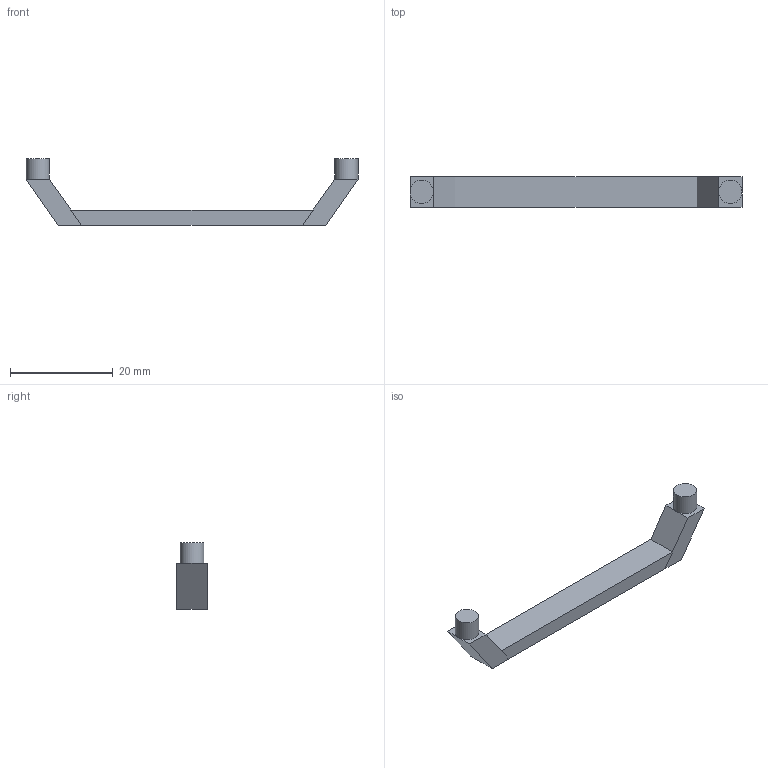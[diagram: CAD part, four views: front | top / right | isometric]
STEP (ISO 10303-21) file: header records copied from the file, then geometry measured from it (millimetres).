
FILE_DESCRIPTION(/* description */ (''),/* implementation_level */ '2;1');
FILE_NAME(/* name */ 'Spoiler 2 v2.step',/* time_stamp */ '2024-07-02T20:34:55-07:00',/* author */ (''),/* organization */ (''),/* preprocessor_version */ 'ST-DEVELOPER v20',/* originating_system */ 'Autodesk Translation Framework v13.14.0.145',/* authorisation */ '');
FILE_SCHEMA (('AUTOMOTIVE_DESIGN { 1 0 10303 214 3 1 1 }'));
Length unit declared in the file: millimetre
Products named in the file (1): Spoiler 2
Bounding box: 64.55 x 6 x 13 mm (x, y, z)
Volume: 1431.3 mm3; surface area: 1416.6 mm2
Topology: 1 solids, 1 shells, 20 faces, 44 edges, 26 vertices
Faces by surface type: plane 18, cylinder 2
Full cylindrical faces by diameter (mm): 4.55 x2
Entity records: 567 total; most frequent: DIRECTION 92, CARTESIAN_POINT 91, ORIENTED_EDGE 88, EDGE_CURVE 44, LINE 38, VECTOR 38, AXIS2_PLACEMENT_3D 27, VERTEX_POINT 26
